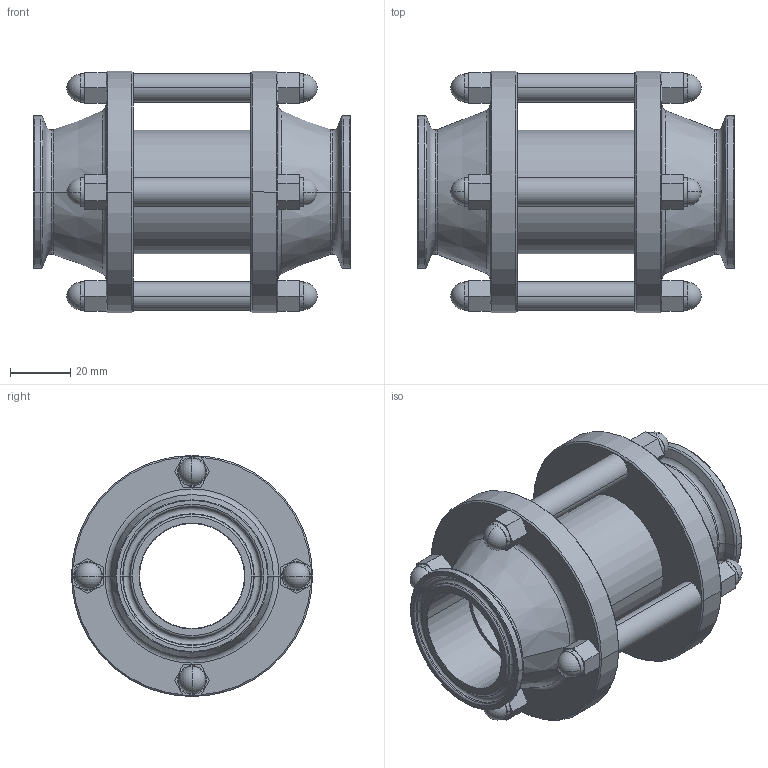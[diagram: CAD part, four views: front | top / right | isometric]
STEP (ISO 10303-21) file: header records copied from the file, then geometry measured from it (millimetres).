
FILE_DESCRIPTION (( 'STEP AP214' ), '1' );
FILE_NAME ('SG.FV.150.STEP', '2020-03-30T14:03:06', ( '' ), ( '' ), 'SwSTEP 2.0', 'SolidWorks 2019', '' );
FILE_SCHEMA (( 'AUTOMOTIVE_DESIGN' ));
Length unit declared in the file: millimetre
Products named in the file (1): SG.FV.150
Bounding box: 105 x 80 x 80 mm (x, y, z)
Volume: 143838.3 mm3; surface area: 58974.5 mm2
Topology: 2 solids, 2 shells, 220 faces, 528 edges, 320 vertices
Faces by surface type: plane 92, cylinder 44, torus 36, cone 32, sphere 16
Entity records: 6329 total; most frequent: DIRECTION 1190, CARTESIAN_POINT 1021, ORIENTED_EDGE 992, EDGE_CURVE 496, AXIS2_PLACEMENT_3D 473, VERTEX_POINT 304, EDGE_LOOP 256, CIRCLE 252
